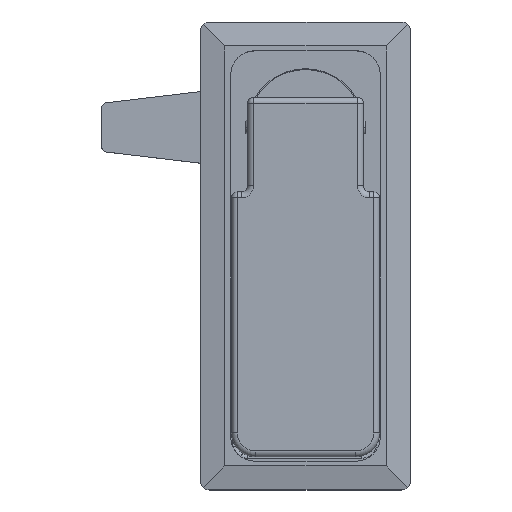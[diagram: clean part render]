
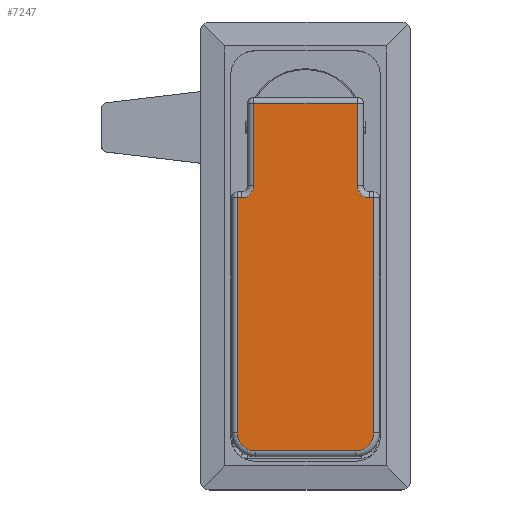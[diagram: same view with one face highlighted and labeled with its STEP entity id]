
A CAD part, top view. The second image highlights one B-rep face of the part: STEP entity #7247.
In plain terms, the highlighted planar face has unit normal (0, 0, 1).
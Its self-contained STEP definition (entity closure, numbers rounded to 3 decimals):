
#85 = DIRECTION ( 'NONE',  ( 0., -1., 0. ) ) ;
#225 = CARTESIAN_POINT ( 'NONE',  ( 11.35, -51., 7.15 ) ) ;
#432 = LINE ( 'NONE', #11508, #9235 ) ;
#671 = VECTOR ( 'NONE', #4275, 1000. ) ;
#738 = EDGE_CURVE ( 'NONE', #7775, #3015, #2684, .T. ) ;
#797 = CIRCLE ( 'NONE', #4655, 3. ) ;
#922 = DIRECTION ( 'NONE',  ( 1., 0., 0. ) ) ;
#1129 = DIRECTION ( 'NONE',  ( 0., 0., 1. ) ) ;
#1252 = CARTESIAN_POINT ( 'NONE',  ( -8.35, -51., 7.15 ) ) ;
#1504 = VECTOR ( 'NONE', #3450, 1000. ) ;
#1831 = VECTOR ( 'NONE', #10126, 1000. ) ;
#2197 = EDGE_CURVE ( 'NONE', #2687, #11351, #7582, .T. ) ;
#2328 = CARTESIAN_POINT ( 'NONE',  ( -8.65, 0., 7.15 ) ) ;
#2380 = ORIENTED_EDGE ( 'NONE', *, *, #738, .T. ) ;
#2403 = DIRECTION ( 'NONE',  ( 1., 0., 0. ) ) ;
#2494 = AXIS2_PLACEMENT_3D ( 'NONE', #11288, #4424, #12451 ) ;
#2684 = LINE ( 'NONE', #3762, #11441 ) ;
#2687 = VERTEX_POINT ( 'NONE', #8479 ) ;
#2801 = ORIENTED_EDGE ( 'NONE', *, *, #3121, .T. ) ;
#3015 = VERTEX_POINT ( 'NONE', #7797 ) ;
#3121 = EDGE_CURVE ( 'NONE', #6608, #7775, #9342, .T. ) ;
#3216 = CARTESIAN_POINT ( 'NONE',  ( 8.65, 3.909, 7.15 ) ) ;
#3243 = CARTESIAN_POINT ( 'NONE',  ( 8.65, 0., 7.15 ) ) ;
#3450 = DIRECTION ( 'NONE',  ( 0., -1., 0. ) ) ;
#3559 = ORIENTED_EDGE ( 'NONE', *, *, #7573, .T. ) ;
#3762 = CARTESIAN_POINT ( 'NONE',  ( 0., -11.82, 7.15 ) ) ;
#3794 = CARTESIAN_POINT ( 'NONE',  ( -11.35, -51., 7.15 ) ) ;
#4110 = ORIENTED_EDGE ( 'NONE', *, *, #13415, .T. ) ;
#4220 = ORIENTED_EDGE ( 'NONE', *, *, #11471, .T. ) ;
#4275 = DIRECTION ( 'NONE',  ( -1., 0., 0. ) ) ;
#4366 = CARTESIAN_POINT ( 'NONE',  ( -8.65, 3.909, 7.15 ) ) ;
#4368 = CARTESIAN_POINT ( 'NONE',  ( 0., -54., 7.15 ) ) ;
#4418 = LINE ( 'NONE', #5433, #671 ) ;
#4424 = DIRECTION ( 'NONE',  ( 0., 0., -1. ) ) ;
#4622 = CARTESIAN_POINT ( 'NONE',  ( -11.35, -11.82, 7.15 ) ) ;
#4655 = AXIS2_PLACEMENT_3D ( 'NONE', #1252, #9287, #2403 ) ;
#5000 = CIRCLE ( 'NONE', #2494, 2. ) ;
#5148 = VERTEX_POINT ( 'NONE', #10726 ) ;
#5172 = CARTESIAN_POINT ( 'NONE',  ( -10.65, -9.82, 7.15 ) ) ;
#5246 = CARTESIAN_POINT ( 'NONE',  ( -10.65, -11.82, 7.15 ) ) ;
#5364 = EDGE_CURVE ( 'NONE', #3015, #2687, #5000, .T. ) ;
#5385 = AXIS2_PLACEMENT_3D ( 'NONE', #12388, #6652, #14737 ) ;
#5433 = CARTESIAN_POINT ( 'NONE',  ( 0., -11.82, 7.15 ) ) ;
#5517 = VERTEX_POINT ( 'NONE', #4622 ) ;
#5518 = PLANE ( 'NONE',  #5385 ) ;
#6303 = VECTOR ( 'NONE', #6920, 1000. ) ;
#6312 = DIRECTION ( 'NONE',  ( 1., 0., 0. ) ) ;
#6504 = CIRCLE ( 'NONE', #12590, 3. ) ;
#6601 = ORIENTED_EDGE ( 'NONE', *, *, #2197, .T. ) ;
#6608 = VERTEX_POINT ( 'NONE', #225 ) ;
#6652 = DIRECTION ( 'NONE',  ( 0., 0., 1. ) ) ;
#6920 = DIRECTION ( 'NONE',  ( 0., 1., 0. ) ) ;
#7138 = EDGE_CURVE ( 'NONE', #5148, #6608, #6504, .T. ) ;
#7191 = VERTEX_POINT ( 'NONE', #12278 ) ;
#7247 = ADVANCED_FACE ( 'NONE', ( #14272 ), #5518, .T. ) ;
#7573 = EDGE_CURVE ( 'NONE', #7191, #9574, #13545, .T. ) ;
#7582 = LINE ( 'NONE', #3243, #1831 ) ;
#7703 = CARTESIAN_POINT ( 'NONE',  ( -8.65, 3.909, 7.15 ) ) ;
#7775 = VERTEX_POINT ( 'NONE', #8942 ) ;
#7797 = CARTESIAN_POINT ( 'NONE',  ( 10.65, -11.82, 7.15 ) ) ;
#8018 = CARTESIAN_POINT ( 'NONE',  ( 8.35, -51., 7.15 ) ) ;
#8173 = LINE ( 'NONE', #4368, #11936 ) ;
#8200 = AXIS2_PLACEMENT_3D ( 'NONE', #5172, #13198, #6312 ) ;
#8209 = ORIENTED_EDGE ( 'NONE', *, *, #10227, .T. ) ;
#8479 = CARTESIAN_POINT ( 'NONE',  ( 8.65, -9.82, 7.15 ) ) ;
#8757 = VERTEX_POINT ( 'NONE', #3794 ) ;
#8856 = DIRECTION ( 'NONE',  ( -1., 0., 0. ) ) ;
#8938 = ORIENTED_EDGE ( 'NONE', *, *, #10221, .T. ) ;
#8942 = CARTESIAN_POINT ( 'NONE',  ( 11.35, -11.82, 7.15 ) ) ;
#9165 = DIRECTION ( 'NONE',  ( 1., 0., 0. ) ) ;
#9235 = VECTOR ( 'NONE', #85, 1000. ) ;
#9287 = DIRECTION ( 'NONE',  ( 0., 0., 1. ) ) ;
#9342 = LINE ( 'NONE', #13833, #6303 ) ;
#9449 = ORIENTED_EDGE ( 'NONE', *, *, #7138, .T. ) ;
#9511 = DIRECTION ( 'NONE',  ( -1., 0., 0. ) ) ;
#9574 = VERTEX_POINT ( 'NONE', #5246 ) ;
#9701 = ORIENTED_EDGE ( 'NONE', *, *, #9746, .T. ) ;
#9746 = EDGE_CURVE ( 'NONE', #11215, #5148, #8173, .T. ) ;
#10126 = DIRECTION ( 'NONE',  ( 0., 1., 0. ) ) ;
#10221 = EDGE_CURVE ( 'NONE', #8757, #11215, #797, .T. ) ;
#10227 = EDGE_CURVE ( 'NONE', #5517, #8757, #432, .T. ) ;
#10314 = VECTOR ( 'NONE', #8856, 1000. ) ;
#10658 = LINE ( 'NONE', #2328, #1504 ) ;
#10726 = CARTESIAN_POINT ( 'NONE',  ( 8.35, -54., 7.15 ) ) ;
#11215 = VERTEX_POINT ( 'NONE', #12111 ) ;
#11288 = CARTESIAN_POINT ( 'NONE',  ( 10.65, -9.82, 7.15 ) ) ;
#11351 = VERTEX_POINT ( 'NONE', #3216 ) ;
#11441 = VECTOR ( 'NONE', #9511, 1000. ) ;
#11471 = EDGE_CURVE ( 'NONE', #12104, #7191, #10658, .T. ) ;
#11508 = CARTESIAN_POINT ( 'NONE',  ( -11.35, 0., 7.15 ) ) ;
#11936 = VECTOR ( 'NONE', #922, 1000. ) ;
#11978 = ORIENTED_EDGE ( 'NONE', *, *, #14712, .T. ) ;
#12104 = VERTEX_POINT ( 'NONE', #4366 ) ;
#12111 = CARTESIAN_POINT ( 'NONE',  ( -8.35, -54., 7.15 ) ) ;
#12278 = CARTESIAN_POINT ( 'NONE',  ( -8.65, -9.82, 7.15 ) ) ;
#12388 = CARTESIAN_POINT ( 'NONE',  ( 0., 0., 7.15 ) ) ;
#12451 = DIRECTION ( 'NONE',  ( 1., 0., 0. ) ) ;
#12590 = AXIS2_PLACEMENT_3D ( 'NONE', #8018, #1129, #9165 ) ;
#13198 = DIRECTION ( 'NONE',  ( 0., 0., -1. ) ) ;
#13381 = LINE ( 'NONE', #7703, #10314 ) ;
#13415 = EDGE_CURVE ( 'NONE', #9574, #5517, #4418, .T. ) ;
#13545 = CIRCLE ( 'NONE', #8200, 2. ) ;
#13833 = CARTESIAN_POINT ( 'NONE',  ( 11.35, 0., 7.15 ) ) ;
#14272 = FACE_OUTER_BOUND ( 'NONE', #14498, .T. ) ;
#14498 = EDGE_LOOP ( 'NONE', ( #9701, #9449, #2801, #2380, #14767, #6601, #11978, #4220, #3559, #4110, #8209, #8938 ) ) ;
#14712 = EDGE_CURVE ( 'NONE', #11351, #12104, #13381, .T. ) ;
#14737 = DIRECTION ( 'NONE',  ( 1., 0., 0. ) ) ;
#14767 = ORIENTED_EDGE ( 'NONE', *, *, #5364, .T. ) ;
